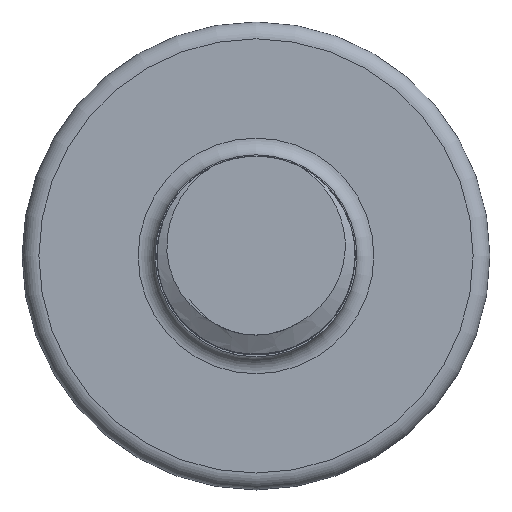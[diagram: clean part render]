
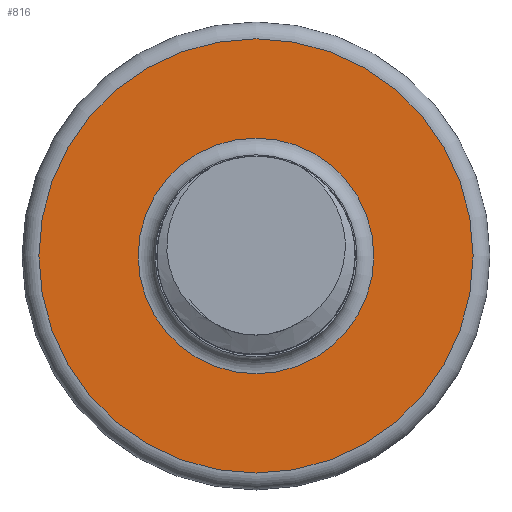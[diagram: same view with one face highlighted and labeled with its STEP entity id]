
A CAD part, top view. The second image highlights one B-rep face of the part: STEP entity #816.
In plain terms, the highlighted planar face has unit normal (0, 0, 1).
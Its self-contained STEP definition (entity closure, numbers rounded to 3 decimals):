
#24=FACE_BOUND('',#126,.T.);
#31=PLANE('',#893);
#76=FACE_OUTER_BOUND('',#125,.T.);
#125=EDGE_LOOP('',(#655));
#126=EDGE_LOOP('',(#656));
#146=CIRCLE('',#891,6.45);
#148=CIRCLE('',#894,3.5);
#373=VERTEX_POINT('',#1953);
#374=VERTEX_POINT('',#1957);
#484=EDGE_CURVE('',#373,#373,#146,.T.);
#486=EDGE_CURVE('',#374,#374,#148,.T.);
#655=ORIENTED_EDGE('',*,*,#484,.F.);
#656=ORIENTED_EDGE('',*,*,#486,.F.);
#816=ADVANCED_FACE('',(#76,#24),#31,.T.);
#891=AXIS2_PLACEMENT_3D('',#1954,#1055,#1056);
#893=AXIS2_PLACEMENT_3D('',#1956,#1059,#1060);
#894=AXIS2_PLACEMENT_3D('',#1958,#1061,#1062);
#1055=DIRECTION('center_axis',(0.,0.,-1.));
#1056=DIRECTION('ref_axis',(1.,0.,0.));
#1059=DIRECTION('center_axis',(0.,0.,1.));
#1060=DIRECTION('ref_axis',(1.,0.,0.));
#1061=DIRECTION('center_axis',(0.,0.,1.));
#1062=DIRECTION('ref_axis',(1.,0.,0.));
#1953=CARTESIAN_POINT('',(-6.45,0.,0.));
#1954=CARTESIAN_POINT('Origin',(0.,0.,0.));
#1956=CARTESIAN_POINT('Origin',(0.,0.,0.));
#1957=CARTESIAN_POINT('',(3.5,0.,0.));
#1958=CARTESIAN_POINT('Origin',(0.,0.,
0.));
